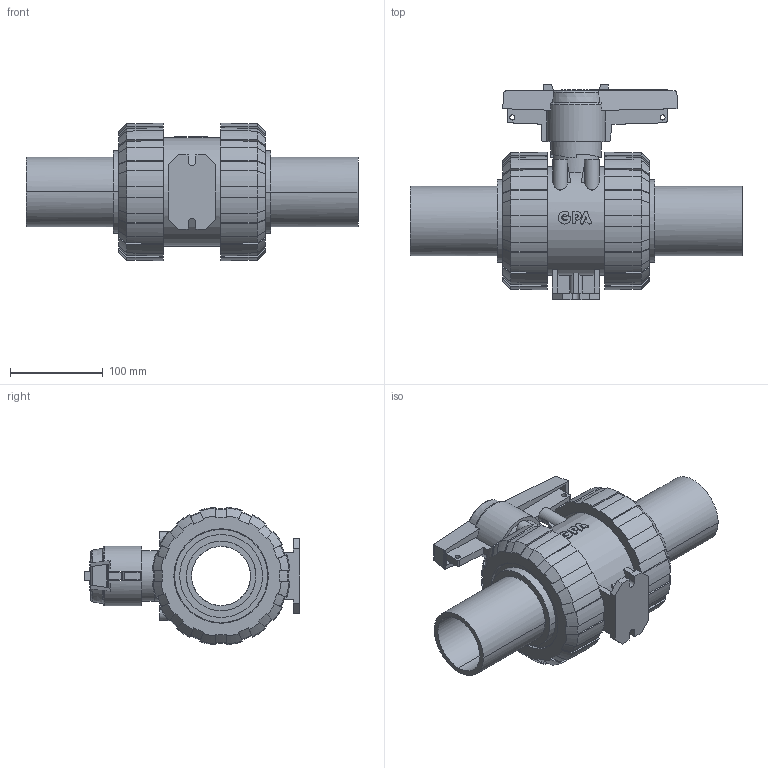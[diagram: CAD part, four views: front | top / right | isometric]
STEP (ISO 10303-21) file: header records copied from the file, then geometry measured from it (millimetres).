
FILE_DESCRIPTION(/* description */ ('PP Ball Valve type M1 with EPDM gasket and long PE SDR11 spigots, Ø75/DN65 , PN10'),/* implementation_level */ '2;1');
FILE_NAME(/* name */ 'M1BEM-E-075',/* time_stamp */ '2021-11-25T13:21:37+01:00',/* author */ ('COAB Solutions'),/* organization */ ('GPA Flowsystem'),/* preprocessor_version */ 'ST-DEVELOPER v18.1',/* originating_system */ 'www.coabsolutions.com',/* authorisation */ 'unknown authorization');
FILE_SCHEMA (('AUTOMOTIVE_DESIGN { 1 0 10303 214 3 1 1 }'));
Length unit declared in the file: millimetre
Products named in the file (1): M1DU-E-075
Bounding box: 358.5 x 232.83 x 148.54 mm (x, y, z)
Volume: 2258972.6 mm3; surface area: 369878.4 mm2
Topology: 1 solids, 1 shells, 456 faces, 1290 edges, 859 vertices
Faces by surface type: plane 226, cone 140, cylinder 41, bspline 41, torus 8
Full cylindrical faces by diameter (mm): 5.5 x2, 16 x4, 54.7 x1, 65 x1, 102 x2, 117 x1, 123.3 x2
Entity records: 18256 total; most frequent: CARTESIAN_POINT 6656, ORIENTED_EDGE 2580, DIRECTION 2101, EDGE_CURVE 1290, VERTEX_POINT 859, AXIS2_PLACEMENT_3D 783, LINE 535, VECTOR 535
